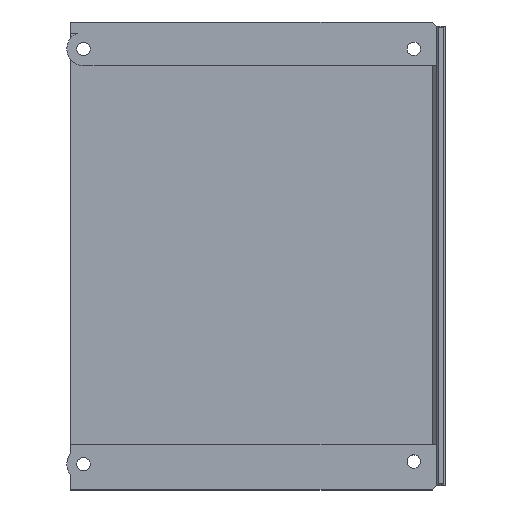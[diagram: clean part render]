
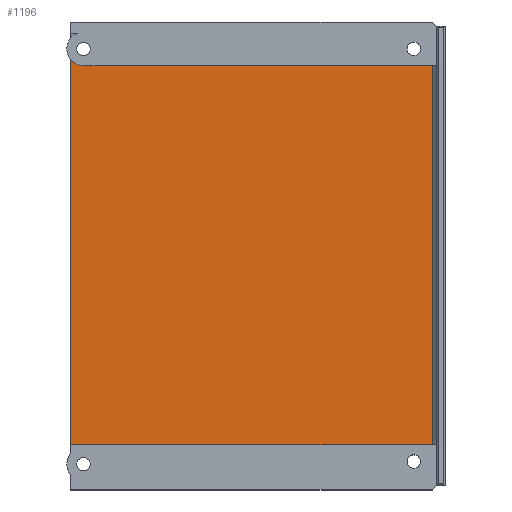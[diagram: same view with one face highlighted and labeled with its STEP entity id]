
A CAD part, top view. The second image highlights one B-rep face of the part: STEP entity #1196.
In plain terms, the highlighted planar face has unit normal (0, 0, 1).
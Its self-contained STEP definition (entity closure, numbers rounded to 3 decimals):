
#80=CIRCLE('',#1291,4.);
#87=CIRCLE('',#1304,4.);
#131=FACE_OUTER_BOUND('',#211,.T.);
#211=EDGE_LOOP('',(#956,#957,#958,#959,#960,#961,#962));
#323=LINE('',#1898,#448);
#326=LINE('',#1905,#451);
#341=LINE('',#1939,#466);
#342=LINE('',#1945,#467);
#343=LINE('',#1946,#468);
#448=VECTOR('',#1524,10.);
#451=VECTOR('',#1529,10.);
#466=VECTOR('',#1560,10.);
#467=VECTOR('',#1569,10.);
#468=VECTOR('',#1570,10.);
#562=VERTEX_POINT('',#1856);
#575=VERTEX_POINT('',#1891);
#576=VERTEX_POINT('',#1895);
#577=VERTEX_POINT('',#1897);
#579=VERTEX_POINT('',#1903);
#580=VERTEX_POINT('',#1904);
#592=VERTEX_POINT('',#1944);
#704=EDGE_CURVE('',#562,#575,#80,.F.);
#707=EDGE_CURVE('',#577,#576,#323,.T.);
#710=EDGE_CURVE('',#579,#580,#326,.T.);
#730=EDGE_CURVE('',#562,#579,#341,.F.);
#732=EDGE_CURVE('',#580,#577,#87,.T.);
#733=EDGE_CURVE('',#592,#576,#342,.T.);
#734=EDGE_CURVE('',#592,#575,#343,.T.);
#956=ORIENTED_EDGE('',*,*,#710,.T.);
#957=ORIENTED_EDGE('',*,*,#732,.T.);
#958=ORIENTED_EDGE('',*,*,#707,.T.);
#959=ORIENTED_EDGE('',*,*,#733,.F.);
#960=ORIENTED_EDGE('',*,*,#734,.T.);
#961=ORIENTED_EDGE('',*,*,#704,.F.);
#962=ORIENTED_EDGE('',*,*,#730,.T.);
#1144=PLANE('',#1305);
#1196=ADVANCED_FACE('',(#131),#1144,.T.);
#1291=AXIS2_PLACEMENT_3D('',#1892,#1518,#1519);
#1304=AXIS2_PLACEMENT_3D('',#1942,#1565,#1566);
#1305=AXIS2_PLACEMENT_3D('',#1943,#1567,#1568);
#1518=DIRECTION('center_axis',(0.,0.,
-1.));
#1519=DIRECTION('ref_axis',(-1.,0.,0.));
#1524=DIRECTION('',(1.,0.,0.));
#1529=DIRECTION('',(1.,0.,0.));
#1560=DIRECTION('',(0.,1.,0.));
#1565=DIRECTION('center_axis',(0.,0.,
-1.));
#1566=DIRECTION('ref_axis',(-1.,0.,0.));
#1567=DIRECTION('center_axis',(0.,0.,
1.));
#1568=DIRECTION('ref_axis',(0.,1.,0.));
#1569=DIRECTION('',(0.,-1.,0.));
#1570=DIRECTION('',(-1.,0.,0.));
#1856=CARTESIAN_POINT('',(66.7,-31.678,-4.99));
#1891=CARTESIAN_POINT('',(70.19,-33.2,-4.99));
#1892=CARTESIAN_POINT('Origin',(69.852,-29.214,-4.99));
#1895=CARTESIAN_POINT('',(153.1,-123.637,-4.99));
#1897=CARTESIAN_POINT('',(148.704,-123.637,-4.99));
#1898=CARTESIAN_POINT('',(71.,-123.637,-4.99));
#1903=CARTESIAN_POINT('',(66.7,-123.637,-4.99));
#1904=CARTESIAN_POINT('',(148.474,-123.637,-4.99));
#1905=CARTESIAN_POINT('',(71.,-123.637,-4.99));
#1939=CARTESIAN_POINT('',(66.7,-98.95,-4.99));
#1942=CARTESIAN_POINT('Origin',(148.589,-127.635,-4.99));
#1943=CARTESIAN_POINT('Origin',(75.5,-119.3,-4.99));
#1944=CARTESIAN_POINT('',(153.1,-33.2,-4.99));
#1945=CARTESIAN_POINT('',(153.1,-51.6,-4.99));
#1946=CARTESIAN_POINT('',(114.8,-33.2,-4.99));
